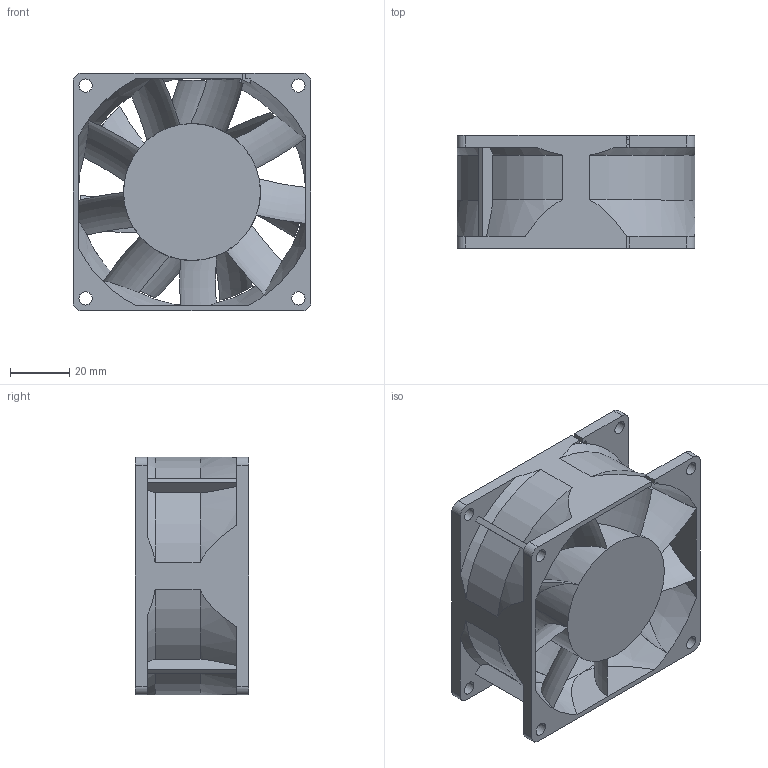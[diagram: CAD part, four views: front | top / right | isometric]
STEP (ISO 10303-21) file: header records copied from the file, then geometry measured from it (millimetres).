
FILE_DESCRIPTION((''),'2;1');
FILE_NAME('FFC0848CE-P54C','2008-01-16T',('KEVIN.LIN'),(''),'PRO/ENGINEER BY PARAMETRIC TECHNOLOGY CORPORATION, 2004150','PRO/ENGINEER BY PARAMETRIC TECHNOLOGY CORPORATION, 2004150','');
FILE_SCHEMA(('CONFIG_CONTROL_DESIGN'));
Length unit declared in the file: millimetre
Products named in the file (1): FFC0848CE-P54C
Bounding box: 80 x 38 x 80 mm (x, y, z)
Volume: 87659.3 mm3; surface area: 44571.9 mm2
Topology: 1 solids, 1 shells, 174 faces, 538 edges, 342 vertices
Faces by surface type: cylinder 54, plane 53, cone 33, torus 18, revolution 16
Entity records: 7090 total; most frequent: CARTESIAN_POINT 2381, ORIENTED_EDGE 1076, DIRECTION 891, EDGE_CURVE 538, AXIS2_PLACEMENT_3D 357, VERTEX_POINT 342, CIRCLE 199, B_SPLINE_CURVE_WITH_KNOTS 194
